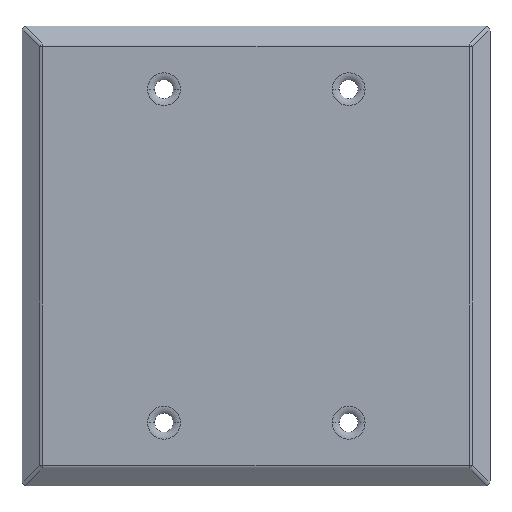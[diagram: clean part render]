
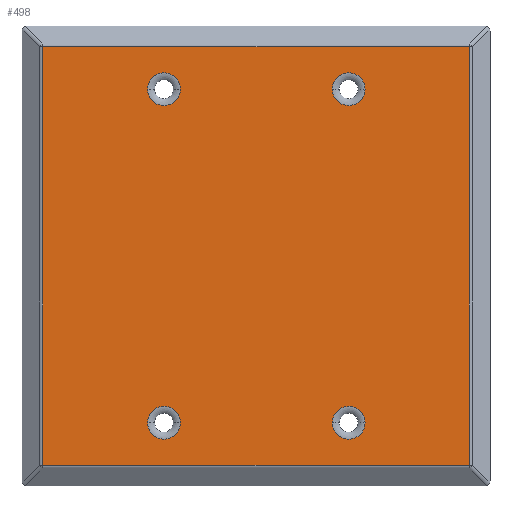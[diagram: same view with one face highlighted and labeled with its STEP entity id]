
A CAD part, top view. The second image highlights one B-rep face of the part: STEP entity #498.
In plain terms, the highlighted planar face has unit normal (0, 0, 1).
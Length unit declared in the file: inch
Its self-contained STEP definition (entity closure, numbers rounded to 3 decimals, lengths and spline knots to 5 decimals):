
#8 = ORIENTED_EDGE ( 'NONE', *, *, #386, .T. ) ;
#34 = DIRECTION ( 'NONE',  ( -1., 0., 0. ) ) ;
#44 = VERTEX_POINT ( 'NONE', #56 ) ;
#56 = CARTESIAN_POINT ( 'NONE',  ( 0.74855, 1.63583, 0.15748 ) ) ;
#63 = CARTESIAN_POINT ( 'NONE',  ( 0.90939, -1.63583, 0.15748 ) ) ;
#141 = DIRECTION ( 'NONE',  ( 0., 0., -1. ) ) ;
#142 = VECTOR ( 'NONE', #969, 39.37008 ) ;
#145 = VECTOR ( 'NONE', #1349, 39.37008 ) ;
#153 = EDGE_CURVE ( 'NONE', #1385, #1155, #673, .T. ) ;
#170 = AXIS2_PLACEMENT_3D ( 'NONE', #688, #810, #1367 ) ;
#179 = ORIENTED_EDGE ( 'NONE', *, *, #362, .T. ) ;
#211 = VECTOR ( 'NONE', #598, 39.37008 ) ;
#237 = CARTESIAN_POINT ( 'NONE',  ( -2.09247, -2.06642, 0.15748 ) ) ;
#238 = AXIS2_PLACEMENT_3D ( 'NONE', #1424, #1577, #1178 ) ;
#262 = DIRECTION ( 'NONE',  ( -1., 0., 0. ) ) ;
#285 = CARTESIAN_POINT ( 'NONE',  ( 0.90939, 1.63583, 0.15748 ) ) ;
#314 = DIRECTION ( 'NONE',  ( 0., 0., -1. ) ) ;
#343 = VERTEX_POINT ( 'NONE', #1692 ) ;
#355 = CARTESIAN_POINT ( 'NONE',  ( -0.74272, -1.63583, 0.15748 ) ) ;
#356 = VERTEX_POINT ( 'NONE', #1000 ) ;
#362 = EDGE_CURVE ( 'NONE', #1155, #1385, #1509, .T. ) ;
#380 = LINE ( 'NONE', #773, #145 ) ;
#386 = EDGE_CURVE ( 'NONE', #343, #1433, #1099, .T. ) ;
#396 = CARTESIAN_POINT ( 'NONE',  ( -1.06441, -1.63583, 0.15748 ) ) ;
#414 = ORIENTED_EDGE ( 'NONE', *, *, #153, .T. ) ;
#439 = ORIENTED_EDGE ( 'NONE', *, *, #826, .T. ) ;
#445 = CIRCLE ( 'NONE', #1364, 0.16084 ) ;
#459 = VERTEX_POINT ( 'NONE', #355 ) ;
#490 = VERTEX_POINT ( 'NONE', #1203 ) ;
#498 = ADVANCED_FACE ( 'NONE', ( #1333, #802, #660, #1766, #1662 ), #554, .F. ) ;
#522 = CARTESIAN_POINT ( 'NONE',  ( -2.09247, -2.05114, 0.15748 ) ) ;
#550 = CARTESIAN_POINT ( 'NONE',  ( 1.07023, 1.63583, 0.15748 ) ) ;
#554 = PLANE ( 'NONE',  #170 ) ;
#555 = ORIENTED_EDGE ( 'NONE', *, *, #926, .T. ) ;
#560 = AXIS2_PLACEMENT_3D ( 'NONE', #1006, #314, #34 ) ;
#568 = VERTEX_POINT ( 'NONE', #396 ) ;
#569 = EDGE_LOOP ( 'NONE', ( #1251, #555 ) ) ;
#598 = DIRECTION ( 'NONE',  ( 1., 0., 0. ) ) ;
#623 = CARTESIAN_POINT ( 'NONE',  ( -0.74272, 1.63583, 0.15748 ) ) ;
#636 = DIRECTION ( 'NONE',  ( -1., 0., 0. ) ) ;
#643 = EDGE_CURVE ( 'NONE', #835, #490, #1032, .T. ) ;
#660 = FACE_BOUND ( 'NONE', #1676, .T. ) ;
#673 = CIRCLE ( 'NONE', #1753, 0.16084 ) ;
#688 = CARTESIAN_POINT ( 'NONE',  ( 0., 0., 0.15748 ) ) ;
#690 = EDGE_CURVE ( 'NONE', #568, #459, #1076, .T. ) ;
#722 = ORIENTED_EDGE ( 'NONE', *, *, #1640, .T. ) ;
#773 = CARTESIAN_POINT ( 'NONE',  ( -2.10776, 2.05114, 0.15748 ) ) ;
#802 = FACE_BOUND ( 'NONE', #569, .T. ) ;
#810 = DIRECTION ( 'NONE',  ( 0., 0., -1. ) ) ;
#821 = AXIS2_PLACEMENT_3D ( 'NONE', #1623, #1751, #636 ) ;
#826 = EDGE_CURVE ( 'NONE', #490, #343, #380, .T. ) ;
#835 = VERTEX_POINT ( 'NONE', #1318 ) ;
#841 = EDGE_CURVE ( 'NONE', #459, #568, #1303, .T. ) ;
#864 = AXIS2_PLACEMENT_3D ( 'NONE', #889, #1534, #1307 ) ;
#889 = CARTESIAN_POINT ( 'NONE',  ( -0.90356, -1.63583, 0.15748 ) ) ;
#926 = EDGE_CURVE ( 'NONE', #1272, #44, #445, .T. ) ;
#931 = DIRECTION ( 'NONE',  ( -1., 0., 0. ) ) ;
#969 = DIRECTION ( 'NONE',  ( 0., -1., 0. ) ) ;
#972 = VERTEX_POINT ( 'NONE', #1521 ) ;
#979 = DIRECTION ( 'NONE',  ( 0., 1., 0. ) ) ;
#993 = EDGE_LOOP ( 'NONE', ( #414, #179 ) ) ;
#1000 = CARTESIAN_POINT ( 'NONE',  ( 0.74855, -1.63583, 0.15748 ) ) ;
#1006 = CARTESIAN_POINT ( 'NONE',  ( -0.90356, 1.63583, 0.15748 ) ) ;
#1021 = CARTESIAN_POINT ( 'NONE',  ( 2.10776, -2.05114, 0.15748 ) ) ;
#1032 = LINE ( 'NONE', #1727, #1450 ) ;
#1055 = CIRCLE ( 'NONE', #1487, 0.16084 ) ;
#1066 = CARTESIAN_POINT ( 'NONE',  ( -0.90356, -1.63583, 0.15748 ) ) ;
#1076 = CIRCLE ( 'NONE', #864, 0.16084 ) ;
#1079 = DIRECTION ( 'NONE',  ( 0., 0., -1. ) ) ;
#1099 = LINE ( 'NONE', #237, #142 ) ;
#1155 = VERTEX_POINT ( 'NONE', #623 ) ;
#1156 = LINE ( 'NONE', #1021, #211 ) ;
#1178 = DIRECTION ( 'NONE',  ( -1., 0., 0. ) ) ;
#1203 = CARTESIAN_POINT ( 'NONE',  ( 2.09247, 2.05114, 0.15748 ) ) ;
#1239 = ORIENTED_EDGE ( 'NONE', *, *, #690, .T. ) ;
#1251 = ORIENTED_EDGE ( 'NONE', *, *, #1696, .T. ) ;
#1265 = EDGE_LOOP ( 'NONE', ( #1593, #722 ) ) ;
#1272 = VERTEX_POINT ( 'NONE', #550 ) ;
#1275 = DIRECTION ( 'NONE',  ( 0., 0., -1. ) ) ;
#1303 = CIRCLE ( 'NONE', #1816, 0.16084 ) ;
#1307 = DIRECTION ( 'NONE',  ( -1., 0., 0. ) ) ;
#1318 = CARTESIAN_POINT ( 'NONE',  ( 2.09247, -2.05114, 0.15748 ) ) ;
#1327 = DIRECTION ( 'NONE',  ( 0., 0., -1. ) ) ;
#1333 = FACE_BOUND ( 'NONE', #1265, .T. ) ;
#1349 = DIRECTION ( 'NONE',  ( -1., 0., 0. ) ) ;
#1364 = AXIS2_PLACEMENT_3D ( 'NONE', #285, #141, #262 ) ;
#1367 = DIRECTION ( 'NONE',  ( -1., 0., 0. ) ) ;
#1385 = VERTEX_POINT ( 'NONE', #1508 ) ;
#1424 = CARTESIAN_POINT ( 'NONE',  ( 0.90939, 1.63583, 0.15748 ) ) ;
#1433 = VERTEX_POINT ( 'NONE', #522 ) ;
#1450 = VECTOR ( 'NONE', #979, 39.37008 ) ;
#1487 = AXIS2_PLACEMENT_3D ( 'NONE', #63, #1275, #1742 ) ;
#1493 = ORIENTED_EDGE ( 'NONE', *, *, #643, .T. ) ;
#1508 = CARTESIAN_POINT ( 'NONE',  ( -1.06441, 1.63583, 0.15748 ) ) ;
#1509 = CIRCLE ( 'NONE', #560, 0.16084 ) ;
#1512 = CARTESIAN_POINT ( 'NONE',  ( -0.90356, 1.63583, 0.15748 ) ) ;
#1521 = CARTESIAN_POINT ( 'NONE',  ( 1.07023, -1.63583, 0.15748 ) ) ;
#1534 = DIRECTION ( 'NONE',  ( 0., 0., -1. ) ) ;
#1568 = ORIENTED_EDGE ( 'NONE', *, *, #1681, .T. ) ;
#1577 = DIRECTION ( 'NONE',  ( 0., 0., -1. ) ) ;
#1593 = ORIENTED_EDGE ( 'NONE', *, *, #1772, .T. ) ;
#1606 = CIRCLE ( 'NONE', #821, 0.16084 ) ;
#1616 = EDGE_LOOP ( 'NONE', ( #1493, #439, #8, #1568 ) ) ;
#1623 = CARTESIAN_POINT ( 'NONE',  ( 0.90939, -1.63583, 0.15748 ) ) ;
#1629 = DIRECTION ( 'NONE',  ( -1., 0., 0. ) ) ;
#1640 = EDGE_CURVE ( 'NONE', #972, #356, #1055, .T. ) ;
#1662 = FACE_OUTER_BOUND ( 'NONE', #1616, .T. ) ;
#1676 = EDGE_LOOP ( 'NONE', ( #1239, #1737 ) ) ;
#1681 = EDGE_CURVE ( 'NONE', #1433, #835, #1156, .T. ) ;
#1692 = CARTESIAN_POINT ( 'NONE',  ( -2.09247, 2.05114, 0.15748 ) ) ;
#1696 = EDGE_CURVE ( 'NONE', #44, #1272, #1757, .T. ) ;
#1727 = CARTESIAN_POINT ( 'NONE',  ( 2.09247, 2.06642, 0.15748 ) ) ;
#1737 = ORIENTED_EDGE ( 'NONE', *, *, #841, .T. ) ;
#1742 = DIRECTION ( 'NONE',  ( -1., 0., 0. ) ) ;
#1751 = DIRECTION ( 'NONE',  ( 0., 0., -1. ) ) ;
#1753 = AXIS2_PLACEMENT_3D ( 'NONE', #1512, #1079, #1629 ) ;
#1757 = CIRCLE ( 'NONE', #238, 0.16084 ) ;
#1766 = FACE_BOUND ( 'NONE', #993, .T. ) ;
#1772 = EDGE_CURVE ( 'NONE', #356, #972, #1606, .T. ) ;
#1816 = AXIS2_PLACEMENT_3D ( 'NONE', #1066, #1327, #931 ) ;
